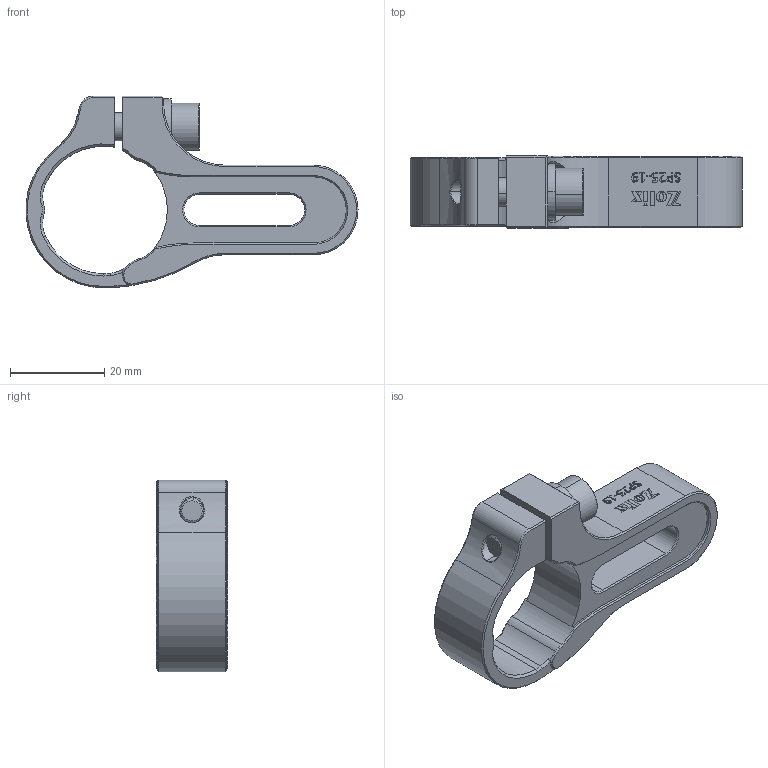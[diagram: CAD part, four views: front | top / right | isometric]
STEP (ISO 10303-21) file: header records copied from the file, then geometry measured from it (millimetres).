
FILE_DESCRIPTION (( 'STEP AP203' ), '1' );
FILE_NAME ('SP25-19.STEP', '2025-12-19T03:00:54', ( '' ), ( '' ), 'SwSTEP 2.0', 'SolidWorks 2020', '' );
FILE_SCHEMA (( 'CONFIG_CONTROL_DESIGN' ));
Length unit declared in the file: millimetre
Products named in the file (1): SP25-19
Bounding box: 70.35 x 15.2 x 40.6 mm (x, y, z)
Volume: 15590.8 mm3; surface area: 8481.8 mm2
Topology: 3 solids, 3 shells, 432 faces, 1142 edges, 737 vertices
Faces by surface type: plane 248, bspline 74, cone 63, cylinder 43, torus 4
Entity records: 16482 total; most frequent: CARTESIAN_POINT 6755, ORIENTED_EDGE 2284, DIRECTION 1536, EDGE_CURVE 1142, VERTEX_POINT 737, AXIS2_PLACEMENT_3D 521, LINE 494, VECTOR 494
